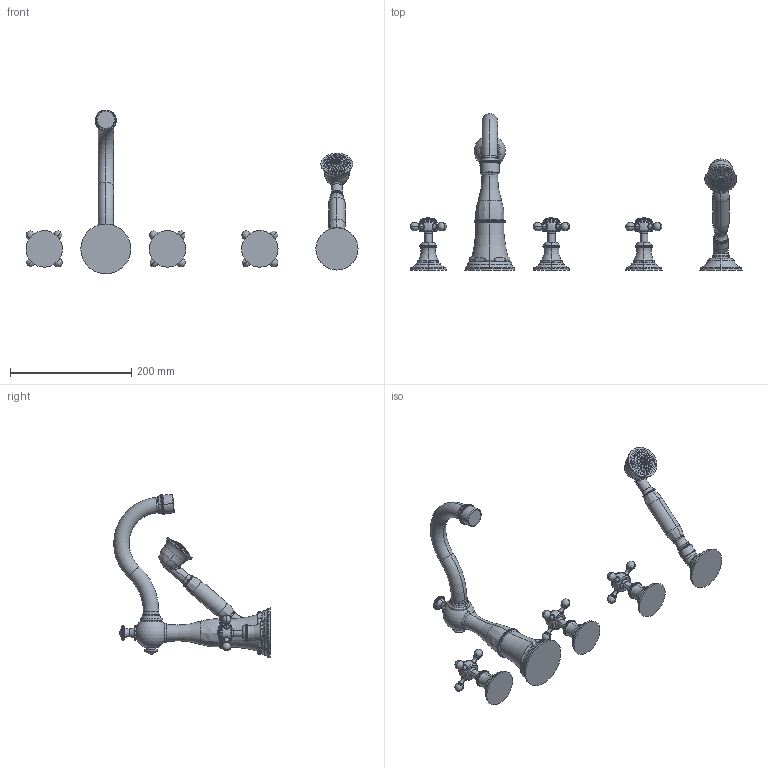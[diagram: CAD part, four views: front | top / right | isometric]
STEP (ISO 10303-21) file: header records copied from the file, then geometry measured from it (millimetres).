
FILE_DESCRIPTION((''),'2;1');
FILE_NAME('3-1767','2021-03-18T10:58:54',('jinson.thomas'),(''),'CREO PARAMETRIC BY PTC INC, 2018400','CREO PARAMETRIC BY PTC INC, 2018400','');
FILE_SCHEMA(('CONFIG_CONTROL_DESIGN'));
Length unit declared in the file: inch
Products named in the file (1): 3-1767
Bounding box: 547.43 x 258.34 x 270.03 mm (x, y, z)
Volume: 911099.9 mm3; surface area: 144631.9 mm2
Topology: 5 solids, 5 shells, 1774 faces, 3155 edges, 1968 vertices
Faces by surface type: plane 1100, torus 284, cylinder 213, cone 104, bspline 37, sphere 36
Entity records: 66293 total; most frequent: CARTESIAN_POINT 33762, ORIENTED_EDGE 6242, DIRECTION 6221, EDGE_CURVE 3121, AXIS2_PLACEMENT_3D 2703, EDGE_LOOP 2385, VERTEX_POINT 1968, FACE_OUTER_BOUND 1774
